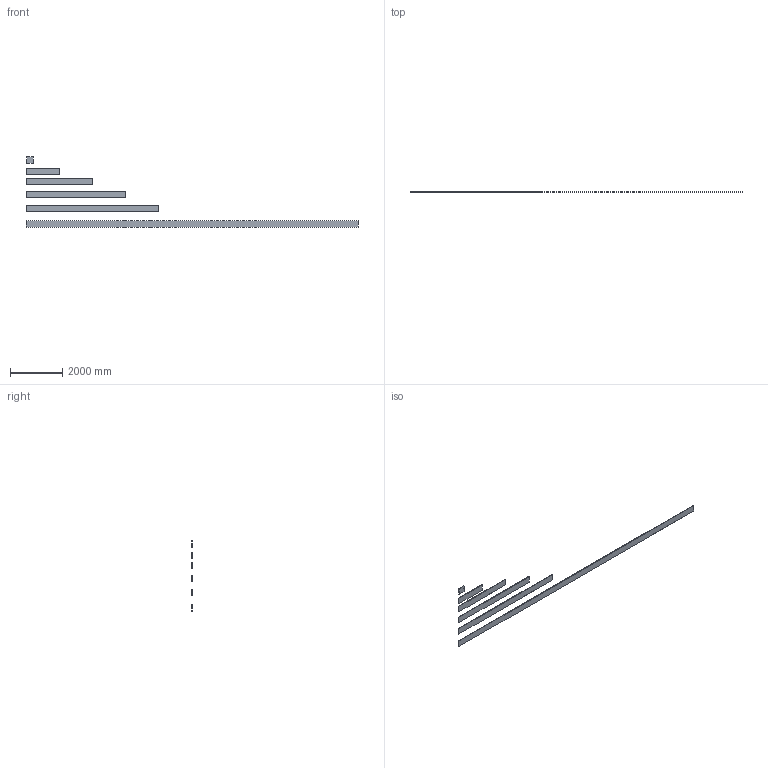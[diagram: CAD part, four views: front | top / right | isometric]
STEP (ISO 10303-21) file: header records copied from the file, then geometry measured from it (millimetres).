
FILE_DESCRIPTION(('FreeCAD Model'),'2;1');
FILE_NAME('Open CASCADE Shape Model','2025-09-23T12:11:53',(''),(''), 'Open CASCADE STEP processor 7.8','FreeCAD','Unknown');
FILE_SCHEMA(('AUTOMOTIVE_DESIGN { 1 0 10303 214 1 1 1 1 }'));
Length unit declared in the file: inch
Products named in the file (7): Unnamed; Cube; Cube001; Cube002; Cube003; Cube004; Cube005
Assembly tree (6 placements, depth 2):
  Unnamed
    Cube
    Cube001
    Cube002
    Cube003
    Cube004
    Cube005
Bounding box: 12700 x 25.4 x 2692.4 mm (x, y, z)
Volume: 165509346.4 mm3; surface area: 14412874.4 mm2
Topology: 6 solids, 6 shells, 36 faces, 72 edges, 48 vertices
Faces by surface type: plane 36
Entity records: 1100 total; most frequent: CARTESIAN_POINT 163, DIRECTION 158, ORIENTED_EDGE 144, EDGE_CURVE 72, LINE 72, VECTOR 72, VERTEX_POINT 48, AXIS2_PLACEMENT_3D 43
